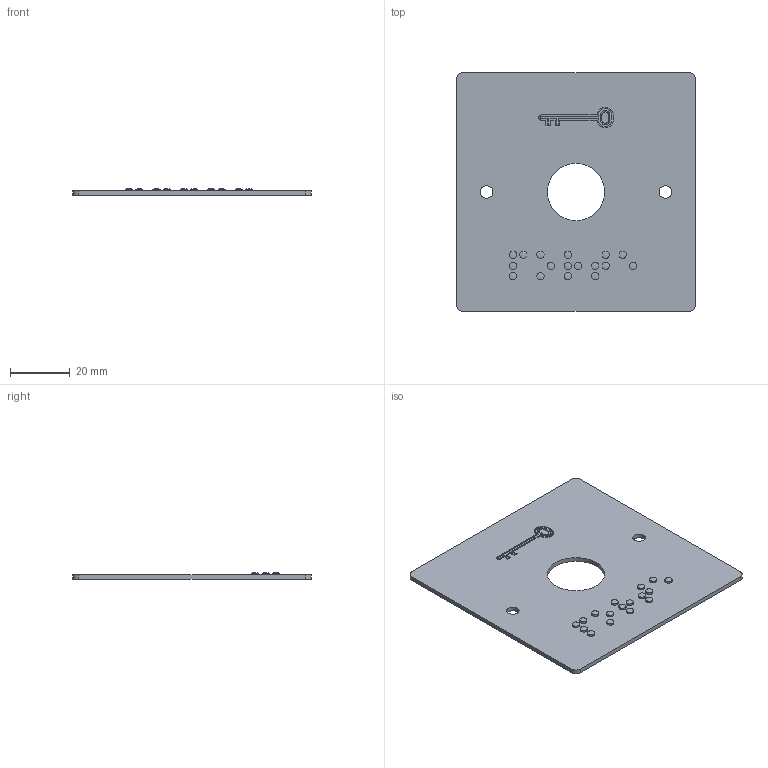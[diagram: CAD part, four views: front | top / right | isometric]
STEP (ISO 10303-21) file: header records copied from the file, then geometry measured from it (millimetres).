
FILE_DESCRIPTION (( 'STEP AP214' ), '1' );
FILE_NAME ('PBP19_B.step', '2021-07-29T15:00:14', ( '' ), ( '' ), 'SwSTEP 2.0', 'SolidWorks 2020', '' );
FILE_SCHEMA (( 'AUTOMOTIVE_DESIGN' ));
Length unit declared in the file: millimetre
Products named in the file (1): PBP19_B
Bounding box: 80 x 80 x 2.19 mm (x, y, z)
Volume: 9108.6 mm3; surface area: 12960.8 mm2
Topology: 1 solids, 1 shells, 252 faces, 636 edges, 424 vertices
Faces by surface type: bspline 177, plane 55, cylinder 20
Entity records: 14912 total; most frequent: CARTESIAN_POINT 9888, ORIENTED_EDGE 1272, EDGE_CURVE 636, DIRECTION 508, VERTEX_POINT 424, B_SPLINE_CURVE_WITH_KNOTS 320, EDGE_LOOP 296, VECTOR 276
